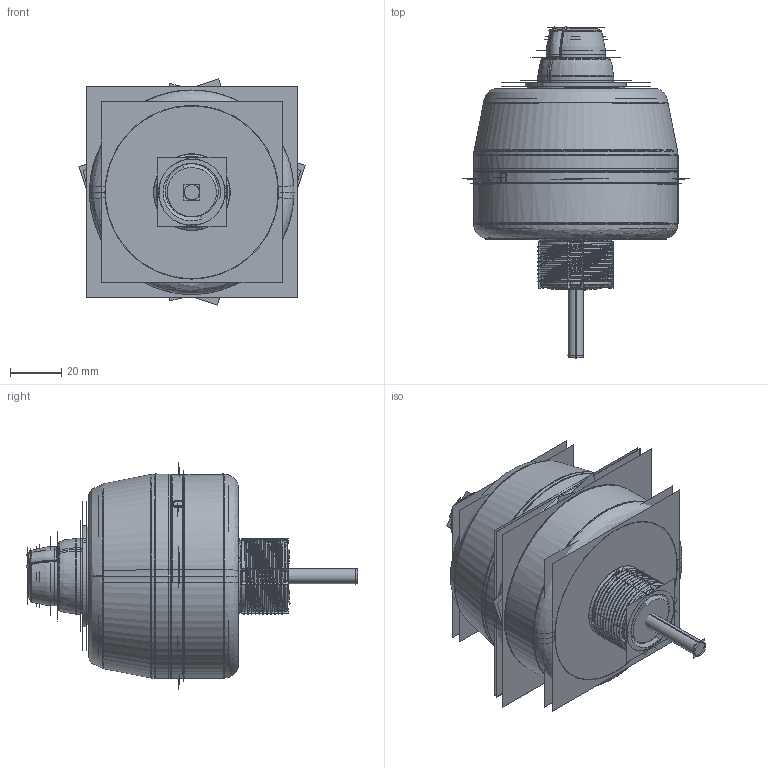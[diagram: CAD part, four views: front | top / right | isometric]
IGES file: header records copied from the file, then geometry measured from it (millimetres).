
Start section:  PTC IGES file: 197822.igs
Global section: file name: 197822.igs; native system: Creo Parametric by PTC Inc.; preprocessor: 2016260; author: pdmadmin; organization: Unknown; date: 20161104.161851; units: millimetre
Bounding box: 88.44 x 129.88 x 88.44 mm (x, y, z)
Volume: 103923.4 mm3; surface area: 454325.4 mm2
Topology: 26 solids, 27 shells, 2538 faces, 12837 edges, 16114 vertices
Faces by surface type: bspline 1150, revolution 902, extrusion 486
